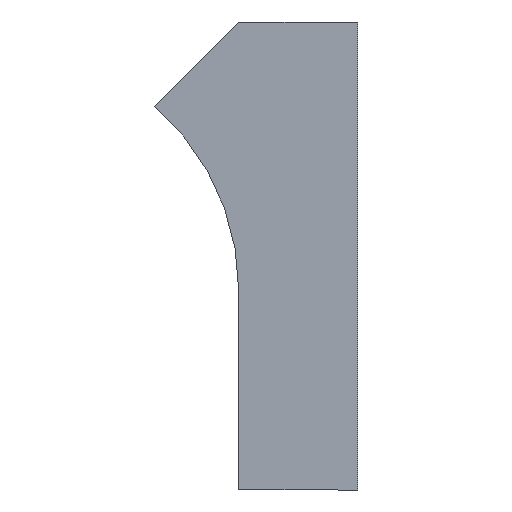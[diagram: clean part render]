
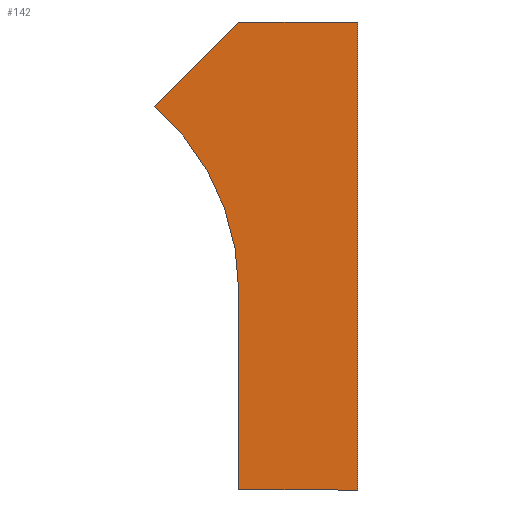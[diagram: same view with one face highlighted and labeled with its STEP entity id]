
A CAD part, front view. The second image highlights one B-rep face of the part: STEP entity #142.
In plain terms, the highlighted planar face has unit normal (0, -1, 0).
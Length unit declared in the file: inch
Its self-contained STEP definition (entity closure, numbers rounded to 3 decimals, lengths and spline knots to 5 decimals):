
#17=CIRCLE('',#165,12.25);
#21=FACE_OUTER_BOUND('',#29,.T.);
#29=EDGE_LOOP('',(#110,#111,#112,#113,#114,#115));
#35=LINE('',#215,#51);
#43=LINE('',#235,#59);
#44=LINE('',#237,#60);
#45=LINE('',#239,#61);
#46=LINE('',#240,#62);
#51=VECTOR('',#176,0.3937);
#59=VECTOR('',#194,0.3937);
#60=VECTOR('',#195,0.3937);
#61=VECTOR('',#196,0.3937);
#62=VECTOR('',#197,0.3937);
#66=VERTEX_POINT('',#211);
#68=VERTEX_POINT('',#214);
#74=VERTEX_POINT('',#230);
#75=VERTEX_POINT('',#234);
#76=VERTEX_POINT('',#236);
#77=VERTEX_POINT('',#238);
#79=EDGE_CURVE('',#68,#66,#35,.T.);
#88=EDGE_CURVE('',#66,#74,#17,.T.);
#89=EDGE_CURVE('',#75,#74,#43,.T.);
#90=EDGE_CURVE('',#75,#76,#44,.T.);
#91=EDGE_CURVE('',#76,#77,#45,.T.);
#92=EDGE_CURVE('',#77,#68,#46,.T.);
#110=ORIENTED_EDGE('',*,*,#79,.T.);
#111=ORIENTED_EDGE('',*,*,#88,.T.);
#112=ORIENTED_EDGE('',*,*,#89,.F.);
#113=ORIENTED_EDGE('',*,*,#90,.T.);
#114=ORIENTED_EDGE('',*,*,#91,.T.);
#115=ORIENTED_EDGE('',*,*,#92,.T.);
#134=PLANE('',#166);
#142=ADVANCED_FACE('',(#21),#134,.F.);
#165=AXIS2_PLACEMENT_3D('',#232,#190,#191);
#166=AXIS2_PLACEMENT_3D('',#233,#192,#193);
#176=DIRECTION('',(-0.707,0.,-0.707));
#190=DIRECTION('center_axis',(0.,1.,0.));
#191=DIRECTION('ref_axis',(-1.,0.,0.));
#192=DIRECTION('center_axis',(0.,1.,0.));
#193=DIRECTION('ref_axis',(1.,0.,0.));
#194=DIRECTION('',(0.,0.,1.));
#195=DIRECTION('',(1.,0.,0.));
#196=DIRECTION('',(0.,0.,1.));
#197=DIRECTION('',(-1.,0.,0.));
#211=CARTESIAN_POINT('',(7.99959,0.,19.37459));
#214=CARTESIAN_POINT('',(12.25,0.,23.625));
#215=CARTESIAN_POINT('',(9.30136,0.,20.67636));
#230=CARTESIAN_POINT('',(12.25,0.,10.09725));
#232=CARTESIAN_POINT('Origin',(0.,0.,10.09725));
#233=CARTESIAN_POINT('Origin',(0.,0.,14.17363));
#234=CARTESIAN_POINT('',(12.25,0.,0.));
#235=CARTESIAN_POINT('',(12.25,0.,0.));
#236=CARTESIAN_POINT('',(18.25,0.,0.));
#237=CARTESIAN_POINT('',(12.25,0.,0.));
#238=CARTESIAN_POINT('',(18.25,0.,23.625));
#239=CARTESIAN_POINT('',(18.25,0.,0.));
#240=CARTESIAN_POINT('',(18.25,0.,23.625));
